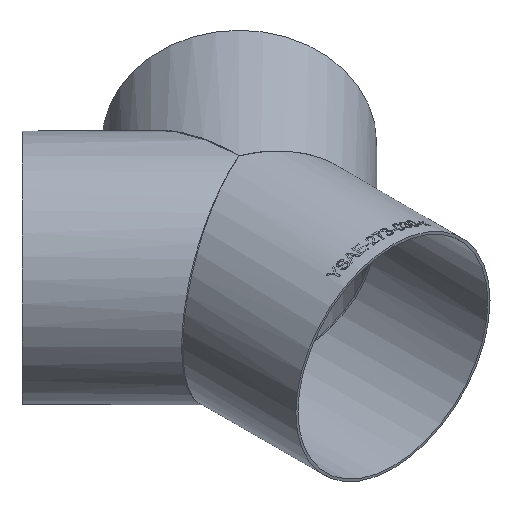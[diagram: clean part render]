
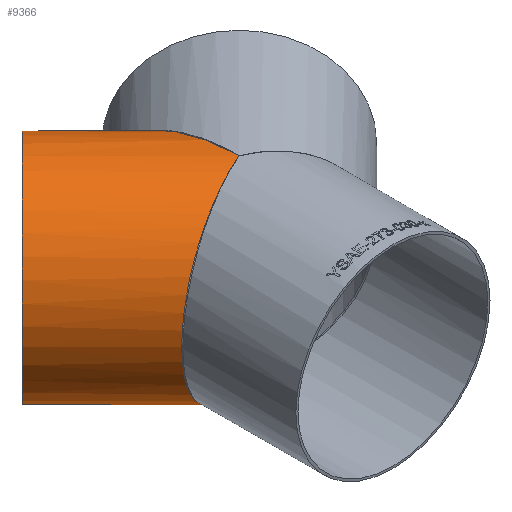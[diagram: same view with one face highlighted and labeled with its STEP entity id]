
A CAD part, isometric view. The second image highlights one B-rep face of the part: STEP entity #9366.
In plain terms, the highlighted cylindrical face has radius 136.5 mm (diameter 273 mm), a full revolution.
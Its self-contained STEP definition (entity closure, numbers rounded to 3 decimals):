
#589 = CARTESIAN_POINT ( 'NONE',  ( -152.735, 152.735, 0. ) ) ;
#1646 = FACE_OUTER_BOUND ( 'NONE', #28483, .T. ) ;
#2248 = ORIENTED_EDGE ( 'NONE', *, *, #31008, .F. ) ;
#2291 = FACE_OUTER_BOUND ( 'NONE', #31679, .T. ) ;
#3559 = EDGE_CURVE ( 'NONE', #25412, #15424, #13397, .T. ) ;
#4867 = CYLINDRICAL_SURFACE ( 'NONE', #19875, 136.5 ) ;
#6195 = CARTESIAN_POINT ( 'NONE',  ( 0., 0., -136.5 ) ) ;
#7739 = DIRECTION ( 'NONE',  ( -0.707, -0.707, 0. ) ) ;
#9001 = CIRCLE ( 'NONE', #21304, 136.5 ) ;
#9109 = CARTESIAN_POINT ( 'NONE',  ( -273.996, -112.084, -136.5 ) ) ;
#9366 = ADVANCED_FACE ( 'NONE', ( #2291, #1646 ), #4867, .T. ) ;
#10296 = ORIENTED_EDGE ( 'NONE', *, *, #3559, .T. ) ;
#13095 = CARTESIAN_POINT ( 'NONE',  ( 0., 0., 136.5 ) ) ;
#13397 =( BOUNDED_CURVE ( )  B_SPLINE_CURVE ( 3, ( #6195, #9109, #28074, #25657 ),
 .UNSPECIFIED., .F., .T. ) 
 B_SPLINE_CURVE_WITH_KNOTS ( ( 4, 4 ),
 ( 4.712, 7.854 ),
 .UNSPECIFIED. ) 
 CURVE ( )  GEOMETRIC_REPRESENTATION_ITEM ( )  RATIONAL_B_SPLINE_CURVE ( ( 1., 0.333, 0.333, 1. ) ) 
 REPRESENTATION_ITEM ( '' )  );
#14051 = CARTESIAN_POINT ( 'NONE',  ( -249.255, 56.215, 0. ) ) ;
#15424 = VERTEX_POINT ( 'NONE', #13095 ) ;
#15836 = EDGE_CURVE ( 'NONE', #15424, #25412, #25530, .T. ) ;
#16787 = CARTESIAN_POINT ( 'NONE',  ( 106.243, -106.243, 0. ) ) ;
#16959 = VERTEX_POINT ( 'NONE', #14051 ) ;
#17005 = ORIENTED_EDGE ( 'NONE', *, *, #15836, .T. ) ;
#19875 = AXIS2_PLACEMENT_3D ( 'NONE', #16787, #28702, #24017 ) ;
#21304 = AXIS2_PLACEMENT_3D ( 'NONE', #589, #24921, #7739 ) ;
#24017 = DIRECTION ( 'NONE',  ( -0.707, -0.707, 0. ) ) ;
#24510 = CARTESIAN_POINT ( 'NONE',  ( 0., 0., -136.5 ) ) ;
#24921 = DIRECTION ( 'NONE',  ( -0.707, 0.707, 0. ) ) ;
#24971 = CARTESIAN_POINT ( 'NONE',  ( -2.404, 388.484, 136.5 ) ) ;
#25412 = VERTEX_POINT ( 'NONE', #31300 ) ;
#25530 =( BOUNDED_CURVE ( )  B_SPLINE_CURVE ( 3, ( #31779, #24971, #27406, #24510 ),
 .UNSPECIFIED., .F., .T. ) 
 B_SPLINE_CURVE_WITH_KNOTS ( ( 4, 4 ),
 ( 1.571, 4.712 ),
 .UNSPECIFIED. ) 
 CURVE ( )  GEOMETRIC_REPRESENTATION_ITEM ( )  RATIONAL_B_SPLINE_CURVE ( ( 1., 0.333, 0.333, 1. ) ) 
 REPRESENTATION_ITEM ( '' )  );
#25657 = CARTESIAN_POINT ( 'NONE',  ( 0., 0., 136.5 ) ) ;
#27406 = CARTESIAN_POINT ( 'NONE',  ( -2.404, 388.484, -136.5 ) ) ;
#28074 = CARTESIAN_POINT ( 'NONE',  ( -273.996, -112.084, 136.5 ) ) ;
#28483 = EDGE_LOOP ( 'NONE', ( #2248 ) ) ;
#28702 = DIRECTION ( 'NONE',  ( -0.707, 0.707, 0. ) ) ;
#31008 = EDGE_CURVE ( 'NONE', #16959, #16959, #9001, .T. ) ;
#31300 = CARTESIAN_POINT ( 'NONE',  ( 0., 0., -136.5 ) ) ;
#31679 = EDGE_LOOP ( 'NONE', ( #17005, #10296 ) ) ;
#31779 = CARTESIAN_POINT ( 'NONE',  ( 0., 0., 136.5 ) ) ;
